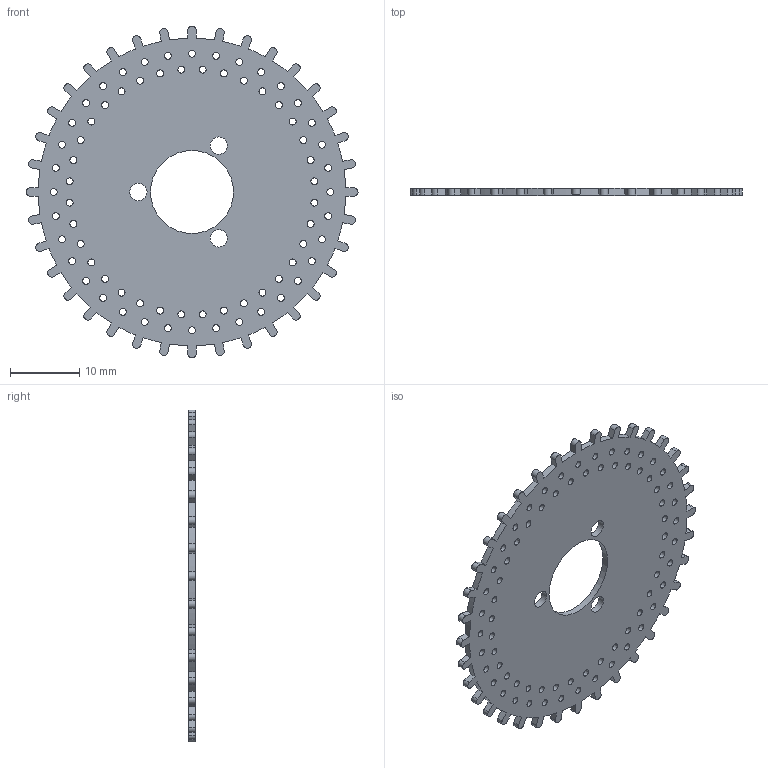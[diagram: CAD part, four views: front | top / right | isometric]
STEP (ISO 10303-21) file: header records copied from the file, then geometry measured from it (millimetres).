
FILE_DESCRIPTION(/* description */ (''),/* implementation_level */ '2;1');
FILE_NAME(/* name */ 'Sprocket_10.step',/* time_stamp */ '2018-03-12T15:10:50+01:00',/* author */ (''),/* organization */ (''),/* preprocessor_version */ 'ST-DEVELOPER v16.13',/* originating_system */ 'Autodesk Translation Framework v6.5.0.72',/* authorisation */ '');
FILE_SCHEMA (('AUTOMOTIVE_DESIGN { 1 0 10303 214 3 1 1 }'));
Length unit declared in the file: millimetre
Products named in the file (1): Sprocket_10
Bounding box: 48 x 0.95 x 48 mm (x, y, z)
Volume: 1366.4 mm3; surface area: 3387.3 mm2
Topology: 1 solids, 1 shells, 222 faces, 660 edges, 440 vertices
Faces by surface type: cylinder 148, plane 74
Full cylindrical faces by diameter (mm): 1 x72, 2.5 x3, 12 x1
Entity records: 7924 total; most frequent: DIRECTION 1402, CARTESIAN_POINT 1323, ORIENTED_EDGE 1320, EDGE_CURVE 660, AXIS2_PLACEMENT_3D 519, VERTEX_POINT 440, EDGE_LOOP 374, LINE 364
